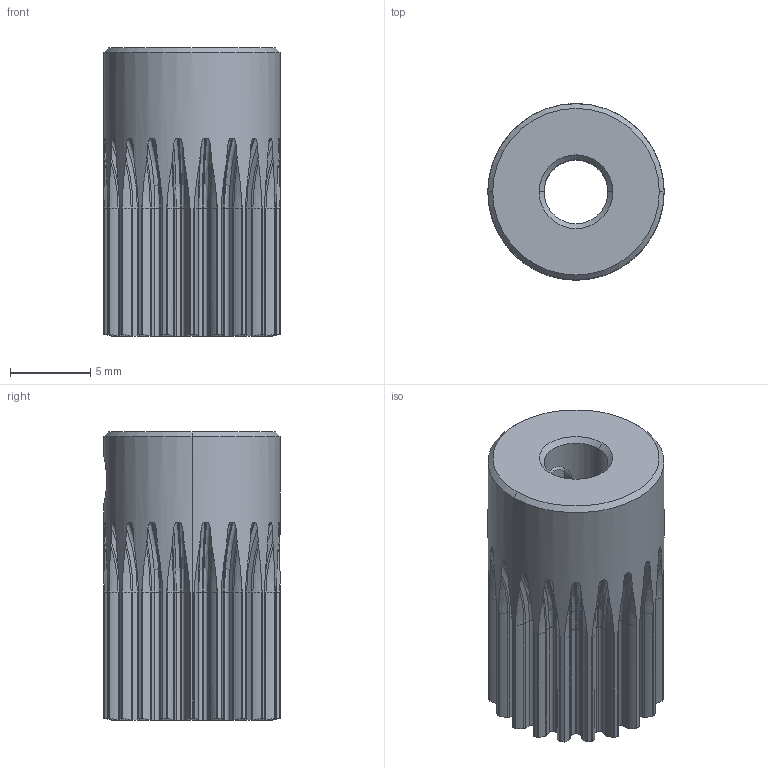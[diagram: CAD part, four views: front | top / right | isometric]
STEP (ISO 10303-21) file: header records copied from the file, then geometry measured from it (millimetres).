
FILE_DESCRIPTION (( 'STEP AP214' ), '1' );
FILE_NAME ('GEAB0.5-20-8-K-4.STEP', '2025-02-13T15:48:31', ( '' ), ( '' ), 'SwSTEP 2.0', 'SolidWorks 2024', '' );
FILE_SCHEMA (( 'AUTOMOTIVE_DESIGN' ));
Length unit declared in the file: millimetre
Products named in the file (4): GEAB0.5-20-8-K-4.stp; GEAB0.5-20-8-K-4; SET-SCREW3-3.stp; GEAB0.5-20-8-K-4_b.stp
Assembly tree (3 placements, depth 3):
  GEAB0.5-20-8-K-4
    GEAB0.5-20-8-K-4.stp
      GEAB0.5-20-8-K-4_b.stp
      SET-SCREW3-3.stp
Bounding box: 11 x 11 x 18 mm (x, y, z)
Volume: 1287.1 mm3; surface area: 1341.5 mm2
Topology: 2 solids, 2 shells, 579 faces, 1466 edges, 890 vertices
Faces by surface type: torus 280, cylinder 248, cone 35, plane 16
Entity records: 18951 total; most frequent: CARTESIAN_POINT 5030, DIRECTION 3065, ORIENTED_EDGE 2928, EDGE_CURVE 1464, AXIS2_PLACEMENT_3D 1379, VERTEX_POINT 890, CIRCLE 793, EDGE_LOOP 584
